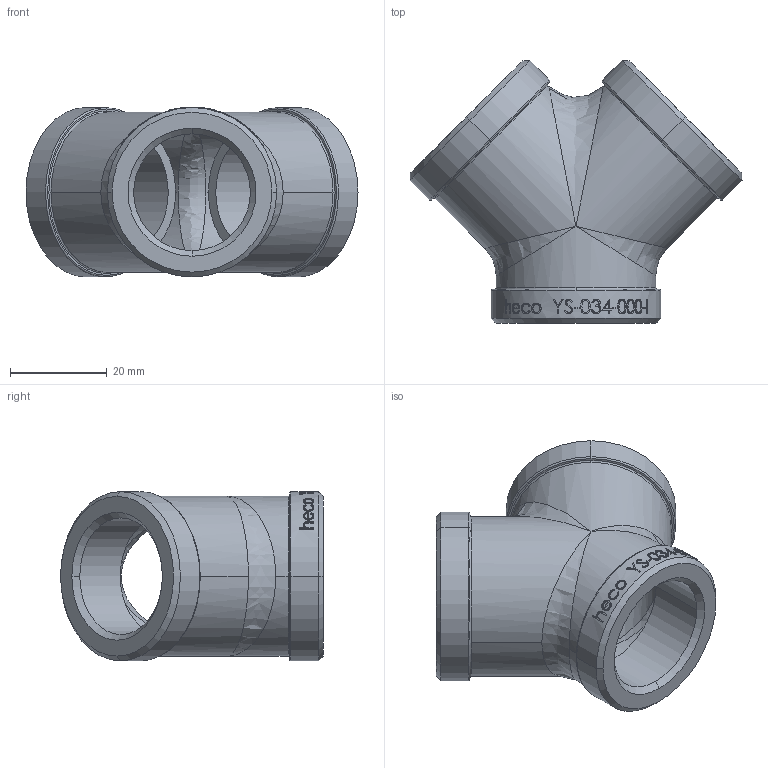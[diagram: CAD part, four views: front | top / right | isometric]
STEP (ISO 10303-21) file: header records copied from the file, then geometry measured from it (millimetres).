
FILE_DESCRIPTION (( 'STEP AP214' ), '1' );
FILE_NAME ('heco_YS-034-000-I.STEP', '2016-09-20T09:10:37', ( '' ), ( '' ), 'SwSTEP 2.0', 'SolidWorks 2016', '' );
FILE_SCHEMA (( 'AUTOMOTIVE_DESIGN' ));
Length unit declared in the file: millimetre
Products named in the file (1): heco_YS-034-000-I
Bounding box: 68.59 x 54.29 x 35.1 mm (x, y, z)
Volume: 23740.4 mm3; surface area: 14205.6 mm2
Topology: 1 solids, 1 shells, 242 faces, 626 edges, 402 vertices
Faces by surface type: bspline 117, plane 54, cylinder 47, cone 12, torus 12
Entity records: 24665 total; most frequent: CARTESIAN_POINT 17847, ORIENTED_EDGE 1228, DIRECTION 629, EDGE_CURVE 614, VERTEX_POINT 402, B_SPLINE_CURVE_WITH_KNOTS 371, EDGE_LOOP 274, AXIS2_PLACEMENT_3D 260
